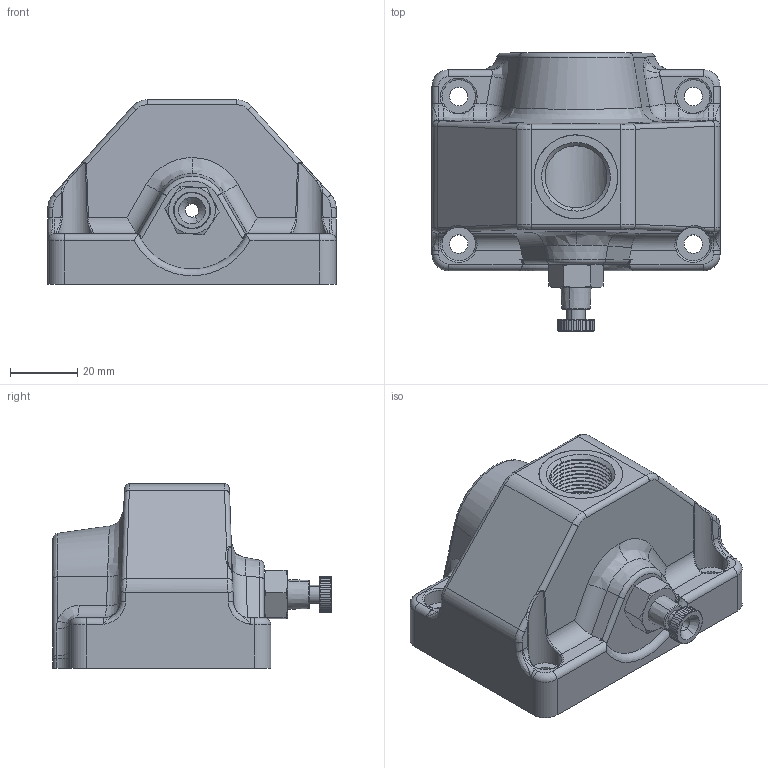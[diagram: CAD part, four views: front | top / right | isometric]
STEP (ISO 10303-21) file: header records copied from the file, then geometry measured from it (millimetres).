
FILE_DESCRIPTION (( 'STEP AP203' ), '1' );
FILE_NAME ('R241.012.001SC.STEP', '2016-10-21T08:44:56', ( 'Utente' ), ( '' ), 'SwSTEP 2.0', 'SolidWorks 2016', '' );
FILE_SCHEMA (( 'CONFIG_CONTROL_DESIGN' ));
Length unit declared in the file: millimetre
Products named in the file (1): R241.012.001SC
Bounding box: 86 x 83 x 55 mm (x, y, z)
Surface area: 35979.9 mm2 (no closed solid volume)
Topology: 0 solids, 4 shells, 524 faces, 1456 edges, 891 vertices
Faces by surface type: cylinder 202, plane 103, cone 100, bspline 66, torus 46, sphere 7
Entity records: 20102 total; most frequent: CARTESIAN_POINT 7581, ORIENTED_EDGE 2649, DIRECTION 2493, EDGE_CURVE 1450, AXIS2_PLACEMENT_3D 978, VERTEX_POINT 891, EDGE_LOOP 546, VECTOR 537
